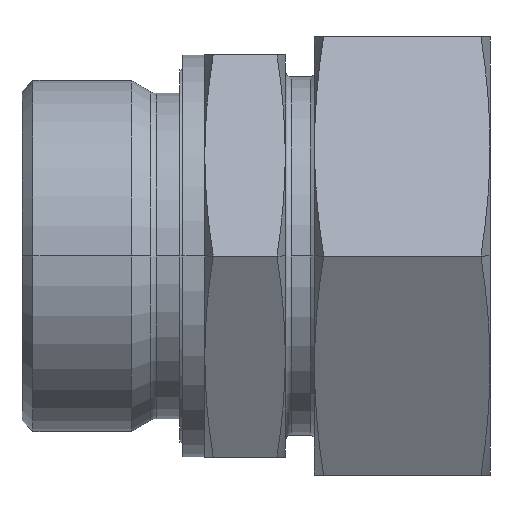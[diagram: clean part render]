
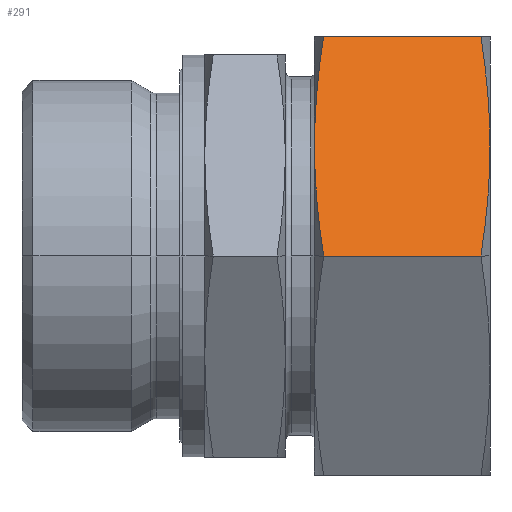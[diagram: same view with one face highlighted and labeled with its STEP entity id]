
A CAD part, front view. The second image highlights one B-rep face of the part: STEP entity #291.
In plain terms, the highlighted planar face has unit normal (0, -0.866, 0.5).
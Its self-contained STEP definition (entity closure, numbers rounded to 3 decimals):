
#291 = ADVANCED_FACE( '', ( #570 ), #571, .F. );
#570 = FACE_OUTER_BOUND( '', #875, .T. );
#571 = PLANE( '', #876 );
#875 = EDGE_LOOP( '', ( #1837, #1838, #1839, #1840, #1841, #1842 ) );
#876 = AXIS2_PLACEMENT_3D( '', #1843, #1844, #1845 );
#1837 = ORIENTED_EDGE( '', *, *, #2311, .F. );
#1838 = ORIENTED_EDGE( '', *, *, #2312, .F. );
#1839 = ORIENTED_EDGE( '', *, *, #2313, .F. );
#1840 = ORIENTED_EDGE( '', *, *, #2314, .F. );
#1841 = ORIENTED_EDGE( '', *, *, #2315, .T. );
#1842 = ORIENTED_EDGE( '', *, *, #2316, .F. );
#1843 = CARTESIAN_POINT( '', ( 38., -34.641, 0. ) );
#1844 = DIRECTION( '', ( 0., 0.866, -0.5 ) );
#1845 = DIRECTION( '', ( 0., -0.5, -0.866 ) );
#2311 = EDGE_CURVE( '', #2822, #2827, #2828, .T. );
#2312 = EDGE_CURVE( '', #2809, #2822, #2829, .T. );
#2313 = EDGE_CURVE( '', #2830, #2809, #2831, .T. );
#2314 = EDGE_CURVE( '', #2832, #2830, #2833, .T. );
#2315 = EDGE_CURVE( '', #2832, #2834, #2835, .T. );
#2316 = EDGE_CURVE( '', #2827, #2834, #2836, .T. );
#2809 = VERTEX_POINT( '', #3711 );
#2822 = VERTEX_POINT( '', #3744 );
#2827 = VERTEX_POINT( '', #3759 );
#2828 = ( B_SPLINE_CURVE( 2, ( #3761, #3762, #3763 ), .UNSPECIFIED., .F., .F. )B_SPLINE_CURVE_WITH_KNOTS( ( 3, 3 ), ( 14.474, 33.824 ), .UNSPECIFIED. )RATIONAL_B_SPLINE_CURVE( ( 1.058, 1.068, 1. ) )BOUNDED_CURVE(  )REPRESENTATION_ITEM( '' )GEOMETRIC_REPRESENTATION_ITEM(  )CURVE(  ) );
#2829 = LINE( '', #3770, #3771 );
#2830 = VERTEX_POINT( '', #3772 );
#2831 = ( B_SPLINE_CURVE( 2, ( #3774, #3775, #3776 ), .UNSPECIFIED., .F., .F. )B_SPLINE_CURVE_WITH_KNOTS( ( 3, 3 ), ( 33.824, 53.173 ), .UNSPECIFIED. )RATIONAL_B_SPLINE_CURVE( ( 1., 1.068, 1.058 ) )BOUNDED_CURVE(  )REPRESENTATION_ITEM( '' )GEOMETRIC_REPRESENTATION_ITEM(  )CURVE(  ) );
#2832 = VERTEX_POINT( '', #3783 );
#2833 = ( B_SPLINE_CURVE( 2, ( #3785, #3786, #3787 ), .UNSPECIFIED., .F., .F. )B_SPLINE_CURVE_WITH_KNOTS( ( 3, 3 ), ( 14.474, 33.824 ), .UNSPECIFIED. )RATIONAL_B_SPLINE_CURVE( ( 1.058, 1.068, 1. ) )BOUNDED_CURVE(  )REPRESENTATION_ITEM( '' )GEOMETRIC_REPRESENTATION_ITEM(  )CURVE(  ) );
#2834 = VERTEX_POINT( '', #3794 );
#2835 = LINE( '', #3795, #3796 );
#2836 = ( B_SPLINE_CURVE( 2, ( #3798, #3799, #3800 ), .UNSPECIFIED., .F., .F. )B_SPLINE_CURVE_WITH_KNOTS( ( 3, 3 ), ( 33.824, 53.173 ), .UNSPECIFIED. )RATIONAL_B_SPLINE_CURVE( ( 1., 1.068, 1.058 ) )BOUNDED_CURVE(  )REPRESENTATION_ITEM( '' )GEOMETRIC_REPRESENTATION_ITEM(  )CURVE(  ) );
#3711 = CARTESIAN_POINT( '', ( 36.756, -34.641, 0. ) );
#3744 = CARTESIAN_POINT( '', ( 15.244, -34.641, 0. ) );
#3759 = CARTESIAN_POINT( '', ( 14., -25.981, 15. ) );
#3761 = CARTESIAN_POINT( '', ( 15.244, -34.641, 0. ) );
#3762 = CARTESIAN_POINT( '', ( 14., -30., 8.038 ) );
#3763 = CARTESIAN_POINT( '', ( 14., -25.981, 15. ) );
#3770 = CARTESIAN_POINT( '', ( 38., -34.641, 0. ) );
#3771 = VECTOR( '', #4486, 1. );
#3772 = CARTESIAN_POINT( '', ( 38., -25.981, 15. ) );
#3774 = CARTESIAN_POINT( '', ( 38., -25.981, 15. ) );
#3775 = CARTESIAN_POINT( '', ( 38., -30., 8.038 ) );
#3776 = CARTESIAN_POINT( '', ( 36.756, -34.641, 0. ) );
#3783 = CARTESIAN_POINT( '', ( 36.756, -17.321, 30. ) );
#3785 = CARTESIAN_POINT( '', ( 36.756, -17.321, 30. ) );
#3786 = CARTESIAN_POINT( '', ( 38., -21.962, 21.962 ) );
#3787 = CARTESIAN_POINT( '', ( 38., -25.981, 15. ) );
#3794 = CARTESIAN_POINT( '', ( 15.244, -17.321, 30. ) );
#3795 = CARTESIAN_POINT( '', ( 38., -17.321, 30. ) );
#3796 = VECTOR( '', #4487, 1. );
#3798 = CARTESIAN_POINT( '', ( 14., -25.981, 15. ) );
#3799 = CARTESIAN_POINT( '', ( 14., -21.962, 21.962 ) );
#3800 = CARTESIAN_POINT( '', ( 15.244, -17.321, 30. ) );
#4486 = DIRECTION( '', ( -1., 0., 0. ) );
#4487 = DIRECTION( '', ( -1., 0., 0. ) );
